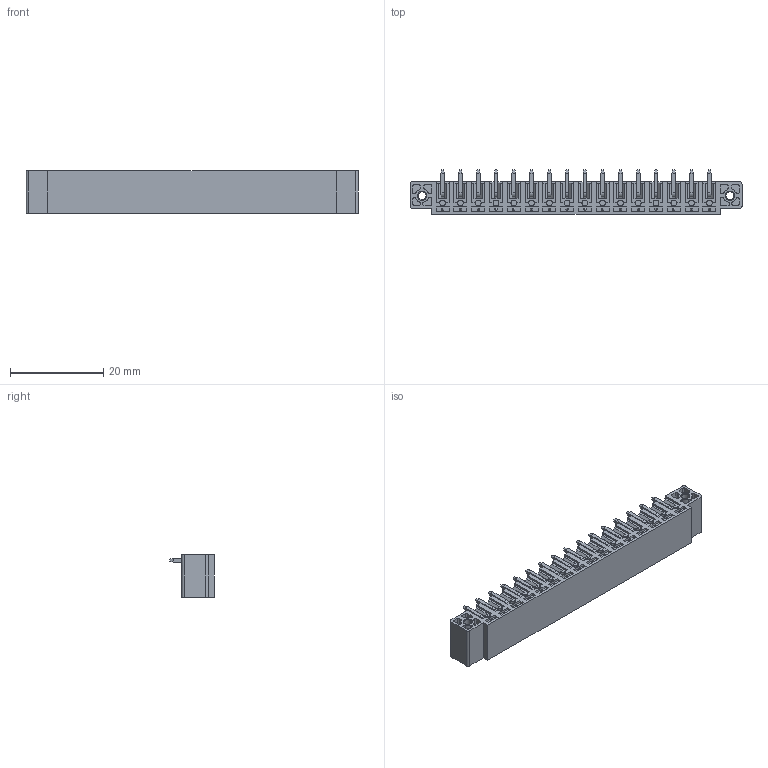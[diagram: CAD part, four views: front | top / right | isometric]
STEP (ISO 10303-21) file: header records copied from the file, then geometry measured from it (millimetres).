
FILE_DESCRIPTION( ('This file contains a STEP AP42 implementation' ,'as created by ZW3D STEP Interface translator.') ,'2;1' );
FILE_NAME( 'WJ15EDGRM-THR-3.81-2x16P-00A.stp' ,'22 531.133540', (''), ('ZWCAD Software Co.'), 'Version 1.0', 'ZW3D to STEP translator', '' );
FILE_SCHEMA(('AUTOMOTIVE_DESIGN'));
Length unit declared in the file: millimetre
Products named in the file (1): 0
Bounding box: 71.15 x 9.6 x 9.2 mm (x, y, z)
Volume: 2272.4 mm3; surface area: 6400.6 mm2
Topology: 1 solids, 1 shells, 2252 faces, 6446 edges, 4058 vertices
Faces by surface type: bspline 2252
Entity records: 78776 total; most frequent: CARTESIAN_POINT 39387, ORIENTED_EDGE 12956, EDGE_CURVE 6414, B_SPLINE_CURVE_WITH_KNOTS 4810, VERTEX_POINT 4058, EDGE_LOOP 2422, FACE_OUTER_BOUND 2252, ADVANCED_FACE 2252
